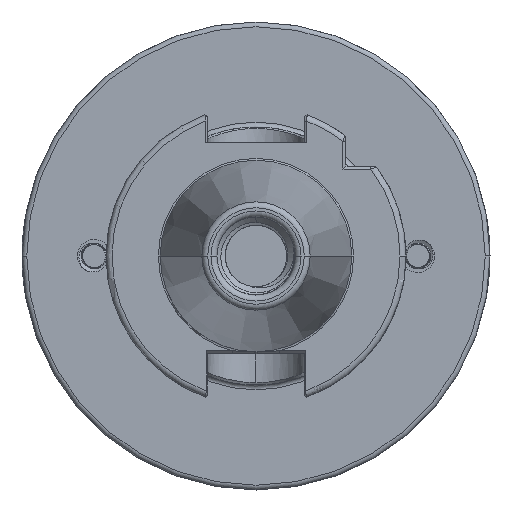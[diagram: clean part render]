
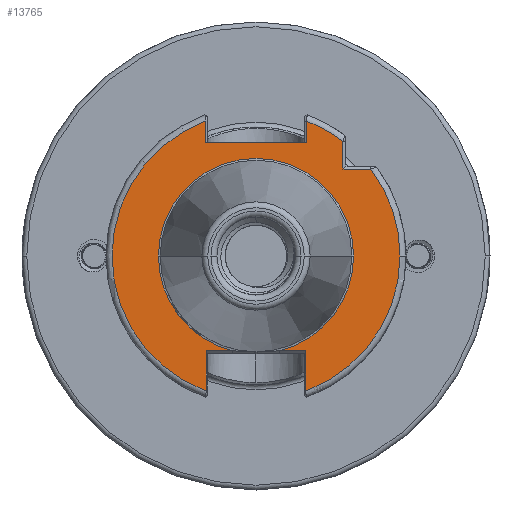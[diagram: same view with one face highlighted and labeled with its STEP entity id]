
A CAD part, left-side view. The second image highlights one B-rep face of the part: STEP entity #13765.
In plain terms, the highlighted planar face has unit normal (-1, 0, 0).
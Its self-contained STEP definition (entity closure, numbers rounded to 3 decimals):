
#4569 = DIRECTION ( 'NONE',  ( 1., 0., 0. ) ) ;
#4571 = DIRECTION ( 'NONE',  ( 1., 0., 0. ) ) ;
#4572 = DIRECTION ( 'NONE',  ( 0., -1., 0. ) ) ;
#4591 = CARTESIAN_POINT ( 'NONE',  ( 0., 0., 0. ) ) ;
#4592 = DIRECTION ( 'NONE',  ( 0., -1., 0. ) ) ;
#4608 = CARTESIAN_POINT ( 'NONE',  ( 0., 0., 0. ) ) ;
#5244 = AXIS2_PLACEMENT_3D ( 'NONE', #4608, #4571, #4572 ) ;
#5289 = AXIS2_PLACEMENT_3D ( 'NONE', #4591, #4569, #4592 ) ;
#6555 = DIRECTION ( 'NONE',  ( -1., 0., 0. ) ) ;
#6585 = CARTESIAN_POINT ( 'NONE',  ( 0., 16.342, 0. ) ) ;
#6591 = PLANE ( 'NONE',  #17437 ) ;
#6599 = DIRECTION ( 'NONE',  ( 0., -1., 0. ) ) ;
#7954 = CIRCLE ( 'NONE', #11470, 24. ) ;
#8532 = EDGE_CURVE ( 'NONE', #10189, #10153, #28504, .T. ) ;
#8538 = EDGE_CURVE ( 'NONE', #10188, #10126, #28499, .T. ) ;
#9163 = FACE_OUTER_BOUND ( 'NONE', #25749, .T. ) ;
#10126 = VERTEX_POINT ( 'NONE', #16918 ) ;
#10153 = VERTEX_POINT ( 'NONE', #16985 ) ;
#10188 = VERTEX_POINT ( 'NONE', #17063 ) ;
#10189 = VERTEX_POINT ( 'NONE', #17025 ) ;
#11470 = AXIS2_PLACEMENT_3D ( 'NONE', #26820, #26797, #26781 ) ;
#11537 = AXIS2_PLACEMENT_3D ( 'NONE', #32078, #32090, #32072 ) ;
#11540 = AXIS2_PLACEMENT_3D ( 'NONE', #19411, #19405, #19436 ) ;
#11550 = AXIS2_PLACEMENT_3D ( 'NONE', #32005, #31960, #31975 ) ;
#11555 = AXIS2_PLACEMENT_3D ( 'NONE', #18999, #19022, #19007 ) ;
#13765 = ADVANCED_FACE ( 'NONE', ( #9163 ), #6591, .T. ) ;
#14408 = VECTOR ( 'NONE', #19551, 1000. ) ;
#14409 = LINE ( 'NONE', #32240, #14485 ) ;
#14414 = VECTOR ( 'NONE', #32031, 1000. ) ;
#14423 = VECTOR ( 'NONE', #32152, 1000. ) ;
#14431 = VECTOR ( 'NONE', #32234, 1000. ) ;
#14438 = CIRCLE ( 'NONE', #11540, 24. ) ;
#14440 = LINE ( 'NONE', #31991, #14414 ) ;
#14444 = LINE ( 'NONE', #32159, #14452 ) ;
#14451 = LINE ( 'NONE', #19524, #14408 ) ;
#14452 = VECTOR ( 'NONE', #32214, 1000. ) ;
#14453 = CIRCLE ( 'NONE', #11555, 24. ) ;
#14458 = CIRCLE ( 'NONE', #11550, 24. ) ;
#14464 = LINE ( 'NONE', #32232, #14431 ) ;
#14469 = CIRCLE ( 'NONE', #11537, 16.262 ) ;
#14477 = LINE ( 'NONE', #32146, #14423 ) ;
#14478 = VECTOR ( 'NONE', #32073, 1000. ) ;
#14483 = LINE ( 'NONE', #32110, #14478 ) ;
#14485 = VECTOR ( 'NONE', #32246, 1000. ) ;
#14494 = VECTOR ( 'NONE', #19172, 1000. ) ;
#14509 = LINE ( 'NONE', #19128, #14494 ) ;
#14519 = VECTOR ( 'NONE', #24412, 1000. ) ;
#14552 = LINE ( 'NONE', #24408, #14519 ) ;
#14692 = EDGE_CURVE ( 'NONE', #25539, #18965, #7954, .T. ) ;
#14864 = EDGE_CURVE ( 'NONE', #18420, #18414, #14458, .T. ) ;
#14869 = EDGE_CURVE ( 'NONE', #18385, #25539, #14440, .T. ) ;
#14874 = EDGE_CURVE ( 'NONE', #18890, #18420, #14483, .T. ) ;
#14880 = EDGE_CURVE ( 'NONE', #10126, #10189, #14469, .T. ) ;
#14889 = EDGE_CURVE ( 'NONE', #18389, #18890, #14477, .T. ) ;
#14890 = EDGE_CURVE ( 'NONE', #18400, #18888, #14444, .T. ) ;
#14892 = EDGE_CURVE ( 'NONE', #18547, #18376, #14464, .T. ) ;
#14903 = EDGE_CURVE ( 'NONE', #10153, #18385, #14409, .T. ) ;
#14907 = EDGE_CURVE ( 'NONE', #18965, #18389, #14438, .T. ) ;
#14920 = EDGE_CURVE ( 'NONE', #18414, #18888, #14451, .T. ) ;
#14928 = EDGE_CURVE ( 'NONE', #18374, #18547, #14453, .T. ) ;
#14940 = EDGE_CURVE ( 'NONE', #18376, #10188, #14509, .T. ) ;
#14948 = EDGE_CURVE ( 'NONE', #18400, #18374, #14552, .T. ) ;
#16918 = CARTESIAN_POINT ( 'NONE',  ( 0., 16.262, 0. ) ) ;
#16985 = CARTESIAN_POINT ( 'NONE',  ( 0., -3.851, -15.8 ) ) ;
#17025 = CARTESIAN_POINT ( 'NONE',  ( 0., -16.262, 0. ) ) ;
#17063 = CARTESIAN_POINT ( 'NONE',  ( 0., 3.851, -15.8 ) ) ;
#17437 = AXIS2_PLACEMENT_3D ( 'NONE', #6585, #6555, #6599 ) ;
#18374 = VERTEX_POINT ( 'NONE', #21130 ) ;
#18376 = VERTEX_POINT ( 'NONE', #21113 ) ;
#18385 = VERTEX_POINT ( 'NONE', #21128 ) ;
#18389 = VERTEX_POINT ( 'NONE', #21114 ) ;
#18400 = VERTEX_POINT ( 'NONE', #21119 ) ;
#18414 = VERTEX_POINT ( 'NONE', #21122 ) ;
#18420 = VERTEX_POINT ( 'NONE', #21085 ) ;
#18547 = VERTEX_POINT ( 'NONE', #21154 ) ;
#18888 = VERTEX_POINT ( 'NONE', #20407 ) ;
#18890 = VERTEX_POINT ( 'NONE', #20412 ) ;
#18965 = VERTEX_POINT ( 'NONE', #20419 ) ;
#18999 = CARTESIAN_POINT ( 'NONE',  ( 0., 0., 0. ) ) ;
#19007 = DIRECTION ( 'NONE',  ( 0., -1., 0. ) ) ;
#19022 = DIRECTION ( 'NONE',  ( -1., 0., 0. ) ) ;
#19128 = CARTESIAN_POINT ( 'NONE',  ( 0., -8.288, -15.8 ) ) ;
#19172 = DIRECTION ( 'NONE',  ( 0., -1., 0. ) ) ;
#19405 = DIRECTION ( 'NONE',  ( -1., 0., 0. ) ) ;
#19411 = CARTESIAN_POINT ( 'NONE',  ( 0., 0., 0. ) ) ;
#19436 = DIRECTION ( 'NONE',  ( 0., -1., 0. ) ) ;
#19524 = CARTESIAN_POINT ( 'NONE',  ( 0., -8.434, 0. ) ) ;
#19551 = DIRECTION ( 'NONE',  ( 0., 0., -1. ) ) ;
#20407 = CARTESIAN_POINT ( 'NONE',  ( 0., -8.434, 18.9 ) ) ;
#20412 = CARTESIAN_POINT ( 'NONE',  ( 0., -14.5, 14.5 ) ) ;
#20419 = CARTESIAN_POINT ( 'NONE',  ( 0., -24., 0. ) ) ;
#20464 = CARTESIAN_POINT ( 'NONE',  ( 0., -8.288, -22.523 ) ) ;
#21085 = CARTESIAN_POINT ( 'NONE',  ( 0., -14.5, 19.125 ) ) ;
#21113 = CARTESIAN_POINT ( 'NONE',  ( 0., 8.288, -15.8 ) ) ;
#21114 = CARTESIAN_POINT ( 'NONE',  ( 0., -19.125, 14.5 ) ) ;
#21119 = CARTESIAN_POINT ( 'NONE',  ( 0., 8.361, 18.9 ) ) ;
#21122 = CARTESIAN_POINT ( 'NONE',  ( 0., -8.434, 22.469 ) ) ;
#21128 = CARTESIAN_POINT ( 'NONE',  ( 0., -8.288, -15.8 ) ) ;
#21130 = CARTESIAN_POINT ( 'NONE',  ( 0., 8.361, 22.497 ) ) ;
#21154 = CARTESIAN_POINT ( 'NONE',  ( 0., 8.288, -22.523 ) ) ;
#24408 = CARTESIAN_POINT ( 'NONE',  ( 0., 8.361, 0. ) ) ;
#24412 = DIRECTION ( 'NONE',  ( 0., 0., 1. ) ) ;
#25539 = VERTEX_POINT ( 'NONE', #20464 ) ;
#25749 = EDGE_LOOP ( 'NONE', ( #29351, #29411, #29425, #29292, #29383, #29372, #29348, #29409, #29387, #29552, #29478, #29391, #29481, #29404, #29399, #29429 ) ) ;
#26781 = DIRECTION ( 'NONE',  ( 0., -1., 0. ) ) ;
#26797 = DIRECTION ( 'NONE',  ( -1., 0., 0. ) ) ;
#26820 = CARTESIAN_POINT ( 'NONE',  ( 0., 0., 0. ) ) ;
#28499 = CIRCLE ( 'NONE', #5289, 16.262 ) ;
#28504 = CIRCLE ( 'NONE', #5244, 16.262 ) ;
#29292 = ORIENTED_EDGE ( 'NONE', *, *, #14903, .T. ) ;
#29348 = ORIENTED_EDGE ( 'NONE', *, *, #14907, .T. ) ;
#29351 = ORIENTED_EDGE ( 'NONE', *, *, #8538, .T. ) ;
#29372 = ORIENTED_EDGE ( 'NONE', *, *, #14692, .T. ) ;
#29383 = ORIENTED_EDGE ( 'NONE', *, *, #14869, .T. ) ;
#29387 = ORIENTED_EDGE ( 'NONE', *, *, #14874, .T. ) ;
#29391 = ORIENTED_EDGE ( 'NONE', *, *, #14890, .F. ) ;
#29399 = ORIENTED_EDGE ( 'NONE', *, *, #14892, .T. ) ;
#29404 = ORIENTED_EDGE ( 'NONE', *, *, #14928, .T. ) ;
#29409 = ORIENTED_EDGE ( 'NONE', *, *, #14889, .T. ) ;
#29411 = ORIENTED_EDGE ( 'NONE', *, *, #14880, .T. ) ;
#29425 = ORIENTED_EDGE ( 'NONE', *, *, #8532, .T. ) ;
#29429 = ORIENTED_EDGE ( 'NONE', *, *, #14940, .T. ) ;
#29478 = ORIENTED_EDGE ( 'NONE', *, *, #14920, .T. ) ;
#29481 = ORIENTED_EDGE ( 'NONE', *, *, #14948, .T. ) ;
#29552 = ORIENTED_EDGE ( 'NONE', *, *, #14864, .T. ) ;
#31960 = DIRECTION ( 'NONE',  ( -1., 0., 0. ) ) ;
#31975 = DIRECTION ( 'NONE',  ( 0., -1., 0. ) ) ;
#31991 = CARTESIAN_POINT ( 'NONE',  ( 0., -8.288, -22.61 ) ) ;
#32005 = CARTESIAN_POINT ( 'NONE',  ( 0., 0., 0. ) ) ;
#32031 = DIRECTION ( 'NONE',  ( 0., 0., -1. ) ) ;
#32072 = DIRECTION ( 'NONE',  ( 0., -1., 0. ) ) ;
#32073 = DIRECTION ( 'NONE',  ( 0., 0., 1. ) ) ;
#32078 = CARTESIAN_POINT ( 'NONE',  ( 0., 0., 0. ) ) ;
#32090 = DIRECTION ( 'NONE',  ( 1., 0., 0. ) ) ;
#32110 = CARTESIAN_POINT ( 'NONE',  ( 0., -14.5, 0. ) ) ;
#32146 = CARTESIAN_POINT ( 'NONE',  ( 0., 16.342, 14.5 ) ) ;
#32152 = DIRECTION ( 'NONE',  ( 0., 1., 0. ) ) ;
#32159 = CARTESIAN_POINT ( 'NONE',  ( 0., 8.05, 18.9 ) ) ;
#32214 = DIRECTION ( 'NONE',  ( 0., -1., 0. ) ) ;
#32232 = CARTESIAN_POINT ( 'NONE',  ( 0., 8.288, -16.3 ) ) ;
#32234 = DIRECTION ( 'NONE',  ( 0., 0., 1. ) ) ;
#32240 = CARTESIAN_POINT ( 'NONE',  ( 0., -8.288, -15.8 ) ) ;
#32246 = DIRECTION ( 'NONE',  ( 0., -1., 0. ) ) ;
